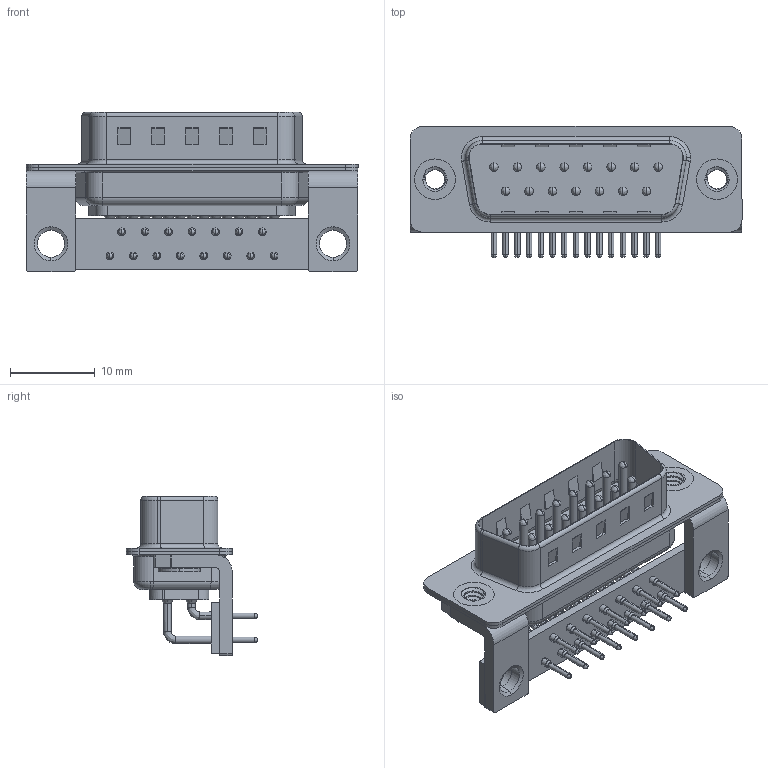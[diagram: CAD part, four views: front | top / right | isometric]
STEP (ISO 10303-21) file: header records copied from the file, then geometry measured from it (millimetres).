
FILE_DESCRIPTION (( 'STEP AP203' ), '1' );
FILE_NAME ('621-M15-260-WN4.STEP', '2018-09-24T22:16:28', ( '' ), ( '' ), 'SwSTEP 2.0', 'SolidWorks 2016', '' );
FILE_SCHEMA (( 'CONFIG_CONTROL_DESIGN' ));
Length unit declared in the file: millimetre
Products named in the file (9): 621-M15-260-WN4; 621M Housing_15 Contacts; 621M Shell Front_15 Contacts; 621M Shell Rear_15 Contacts; 621M Contact Row 1; 621M Contact Row 2; 621M 4-40 Threaded Rivet_Stabilizer; 621M Stabilizer Bracket; 621M Stabilizer Board_15 Contacts
Assembly tree (23 placements, depth 2):
  621-M15-260-WN4
    621M Housing_15 Contacts
    621M Shell Front_15 Contacts
    621M Shell Rear_15 Contacts
    621M Contact Row 1  x8
    621M Contact Row 2  x7
    621M 4-40 Threaded Rivet_Stabilizer  x2
    621M Stabilizer Bracket  x2
    621M Stabilizer Board_15 Contacts
Bounding box: 39.2 x 15.49 x 18.8 mm (x, y, z)
Volume: 2371 mm3; surface area: 6349.5 mm2
Topology: 23 solids, 23 shells, 2070 faces, 5745 edges, 3732 vertices
Faces by surface type: plane 1125, cylinder 725, bspline 96, cone 68, torus 56
Entity records: 24388 total; most frequent: CARTESIAN_POINT 5356, DIRECTION 3859, ORIENTED_EDGE 3584, EDGE_CURVE 1792, AXIS2_PLACEMENT_3D 1408, VERTEX_POINT 1160, LINE 1043, VECTOR 1043
